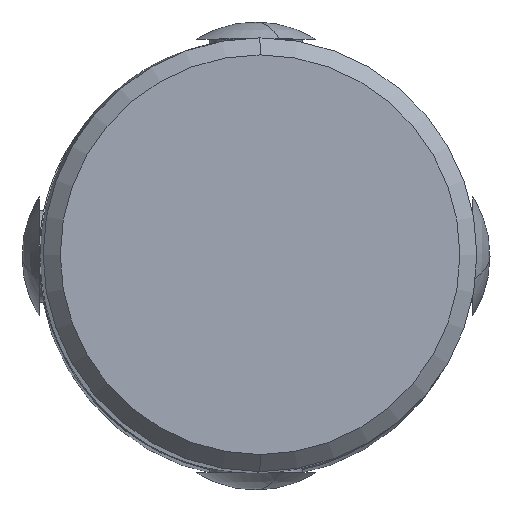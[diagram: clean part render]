
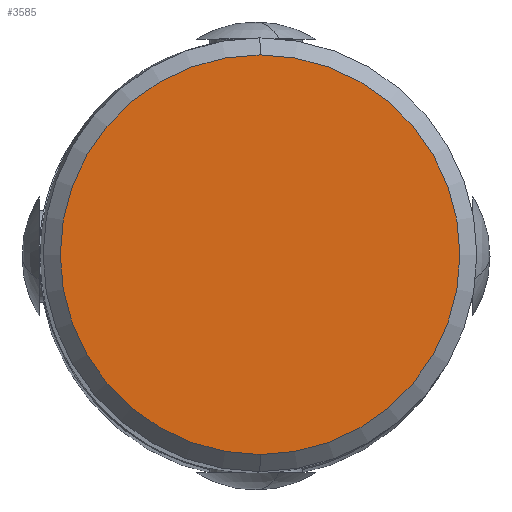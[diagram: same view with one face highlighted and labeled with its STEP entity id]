
A CAD part, top view. The second image highlights one B-rep face of the part: STEP entity #3585.
In plain terms, the highlighted face is planar.
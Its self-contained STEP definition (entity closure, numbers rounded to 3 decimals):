
#6=CARTESIAN_POINT('',(0.,0.,0.));
#7=DIRECTION('',(0.,0.,1.));
#8=DIRECTION('',(-1.,0.,0.));
#9=AXIS2_PLACEMENT_3D('',#6,#7,#8);
#11=CARTESIAN_POINT('',(0.,0.,0.));
#12=DIRECTION('',(0.,0.,1.));
#13=DIRECTION('',(1.,0.,0.));
#14=AXIS2_PLACEMENT_3D('',#11,#12,#13);
#3490=CARTESIAN_POINT('',(11.7,0.,0.));
#3491=CARTESIAN_POINT('',(-11.7,0.,0.));
#3492=VERTEX_POINT('',#3490);
#3493=VERTEX_POINT('',#3491);
#3575=CARTESIAN_POINT('',(0.,0.,0.));
#3576=DIRECTION('',(0.,0.,1.));
#3577=DIRECTION('',(1.,0.,0.));
#3578=AXIS2_PLACEMENT_3D('',#3575,#3576,#3577);
#3579=PLANE('',#3578);
#3581=ORIENTED_EDGE('',*,*,#3580,.T.);
#3582=ORIENTED_EDGE('',*,*,#3564,.T.);
#3583=EDGE_LOOP('',(#3581,#3582));
#3584=FACE_OUTER_BOUND('',#3583,.F.);
#3585=ADVANCED_FACE('',(#3584),#3579,.F.);
#10=CIRCLE('',#9,11.7);
#15=CIRCLE('',#14,11.7);
#3564=EDGE_CURVE('',#3492,#3493,#15,.T.);
#3580=EDGE_CURVE('',#3493,#3492,#10,.T.);
